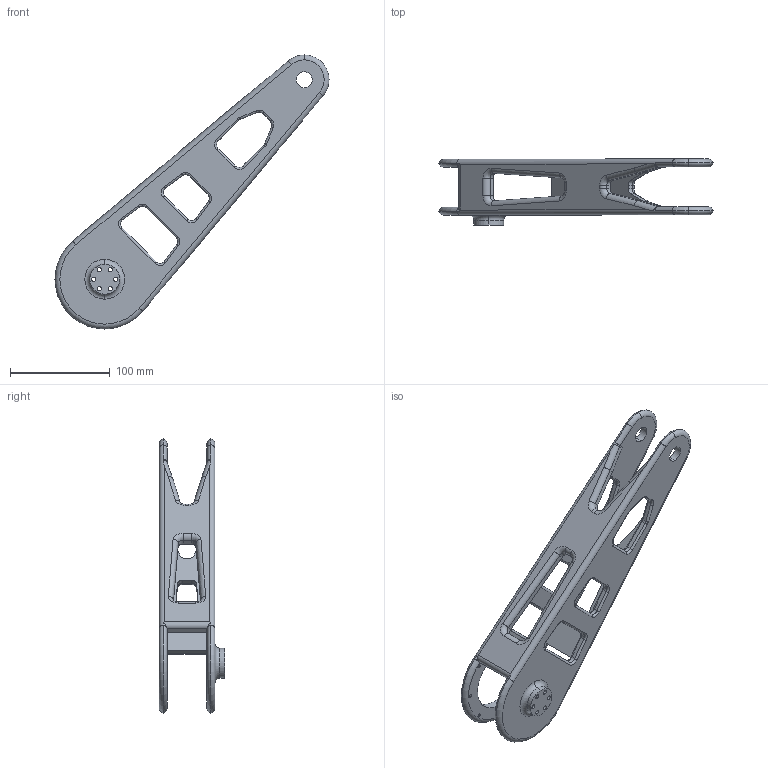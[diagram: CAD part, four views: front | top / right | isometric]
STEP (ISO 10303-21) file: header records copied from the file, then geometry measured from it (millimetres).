
FILE_DESCRIPTION (( 'STEP AP203' ), '1' );
FILE_NAME ('6 湮虯酘.STEP', '2024-03-26T06:16:14', ( '' ), ( '' ), 'SwSTEP 2.0', 'SolidWorks 2021', '' );
FILE_SCHEMA (( 'CONFIG_CONTROL_DESIGN' ));
Length unit declared in the file: millimetre
Products named in the file (1): 6 湮虯酘
Bounding box: 274.8 x 66 x 274.8 mm (x, y, z)
Volume: 405534.4 mm3; surface area: 115409.7 mm2
Topology: 1 solids, 1 shells, 352 faces, 859 edges, 514 vertices
Faces by surface type: cylinder 187, torus 100, plane 63, sphere 2
Entity records: 10552 total; most frequent: DIRECTION 2039, CARTESIAN_POINT 1780, ORIENTED_EDGE 1718, EDGE_CURVE 859, AXIS2_PLACEMENT_3D 845, VERTEX_POINT 514, CIRCLE 492, EDGE_LOOP 409
